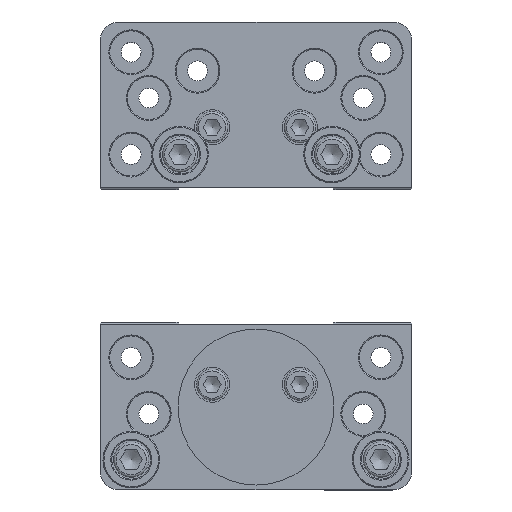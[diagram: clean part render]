
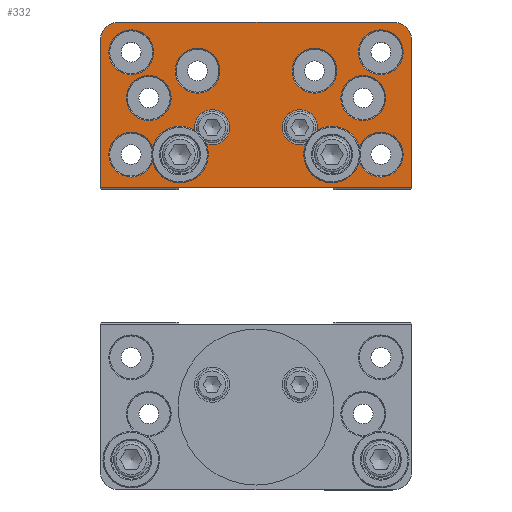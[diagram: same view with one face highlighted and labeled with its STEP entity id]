
A CAD part, top view. The second image highlights one B-rep face of the part: STEP entity #332.
In plain terms, the highlighted face is planar.
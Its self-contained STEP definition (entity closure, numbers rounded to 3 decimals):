
#123=CARTESIAN_POINT('',(31.5,28.,16.));
#124=VERTEX_POINT('',#123);
#125=CARTESIAN_POINT('',(20.,28.,16.));
#126=DIRECTION('',(0.0,1.0,0.0));
#127=DIRECTION('',(-1.0,0.0,0.0));
#128=AXIS2_PLACEMENT_3D('',#125,#126,#127);
#129=CIRCLE('',#128,11.5);
#130=EDGE_CURVE('',#124,#124,#129,.T.);
#135=CARTESIAN_POINT('',(-48.,28.,0.0));
#136=DIRECTION('',(0.0,1.0,0.0));
#137=DIRECTION('',(0.0,0.0,1.0));
#138=AXIS2_PLACEMENT_3D('',#135,#136,#137);
#139=PLANE('',#138);
#140=CARTESIAN_POINT('',(37.0,28.,0.0));
#141=VERTEX_POINT('',#140);
#142=CARTESIAN_POINT('',(37.0,28.,40.577));
#143=VERTEX_POINT('',#142);
#144=CARTESIAN_POINT('',(37.,28.,0.0));
#145=DIRECTION('',(0.0,0.0,1.0));
#146=VECTOR('',#145,40.577);
#147=LINE('',#144,#146);
#148=EDGE_CURVE('',#141,#143,#147,.T.);
#149=ORIENTED_EDGE('',*,*,#148,.F.);
#150=CARTESIAN_POINT('',(-38.,28.,0.0));
#151=VERTEX_POINT('',#150);
#152=CARTESIAN_POINT('',(-38.,28.,0.0));
#153=DIRECTION('',(1.0,0.0,0.0));
#154=VECTOR('',#153,75.0);
#155=LINE('',#152,#154);
#156=EDGE_CURVE('',#151,#141,#155,.T.);
#157=ORIENTED_EDGE('',*,*,#156,.F.);
#158=CARTESIAN_POINT('',(-48.,28.,10.0));
#159=VERTEX_POINT('',#158);
#160=CARTESIAN_POINT('',(-38.,28.,10.0));
#161=DIRECTION('',(0.0,-1.0,0.0));
#162=DIRECTION('',(-0.707,0.0,-0.707));
#163=AXIS2_PLACEMENT_3D('',#160,#161,#162);
#164=CIRCLE('',#163,10.);
#165=EDGE_CURVE('',#159,#151,#164,.T.);
#166=ORIENTED_EDGE('',*,*,#165,.F.);
#167=CARTESIAN_POINT('',(-48.,28.,150.0));
#168=VERTEX_POINT('',#167);
#169=CARTESIAN_POINT('',(-48.,28.,10.0));
#170=DIRECTION('',(0.0,0.0,1.0));
#171=VECTOR('',#170,140.0);
#172=LINE('',#169,#171);
#173=EDGE_CURVE('',#159,#168,#172,.T.);
#174=ORIENTED_EDGE('',*,*,#173,.T.);
#175=CARTESIAN_POINT('',(-38.,28.,160.0));
#176=VERTEX_POINT('',#175);
#177=CARTESIAN_POINT('',(-38.,28.,150.0));
#178=DIRECTION('',(0.0,-1.0,0.0));
#179=DIRECTION('',(-0.707,0.0,0.707));
#180=AXIS2_PLACEMENT_3D('',#177,#178,#179);
#181=CIRCLE('',#180,10.);
#182=EDGE_CURVE('',#176,#168,#181,.T.);
#183=ORIENTED_EDGE('',*,*,#182,.F.);
#184=CARTESIAN_POINT('',(37.0,28.,160.0));
#185=VERTEX_POINT('',#184);
#186=CARTESIAN_POINT('',(-38.,28.,160.0));
#187=DIRECTION('',(1.0,0.0,0.0));
#188=VECTOR('',#187,75.0);
#189=LINE('',#186,#188);
#190=EDGE_CURVE('',#176,#185,#189,.T.);
#191=ORIENTED_EDGE('',*,*,#190,.T.);
#192=CARTESIAN_POINT('',(37.0,28.,119.423));
#193=VERTEX_POINT('',#192);
#194=CARTESIAN_POINT('',(37.,28.,119.423));
#195=DIRECTION('',(0.0,0.0,1.0));
#196=VECTOR('',#195,40.577);
#197=LINE('',#194,#196);
#198=EDGE_CURVE('',#193,#185,#197,.T.);
#199=ORIENTED_EDGE('',*,*,#198,.F.);
#200=CARTESIAN_POINT('',(37.0,28.,40.577));
#201=DIRECTION('',(0.0,0.0,1.0));
#202=VECTOR('',#201,78.845);
#203=LINE('',#200,#202);
#204=EDGE_CURVE('',#143,#193,#203,.T.);
#205=ORIENTED_EDGE('',*,*,#204,.F.);
#206=EDGE_LOOP('',(#149,#157,#166,#174,#183,#191,#199,#205));
#207=FACE_OUTER_BOUND('',#206,.T.);
#208=CARTESIAN_POINT('',(31.5,28.,41.0));
#209=VERTEX_POINT('',#208);
#210=CARTESIAN_POINT('',(20.,28.,41.0));
#211=DIRECTION('',(0.0,1.0,0.0));
#212=DIRECTION('',(-1.0,0.0,0.0));
#213=AXIS2_PLACEMENT_3D('',#210,#211,#212);
#214=CIRCLE('',#213,11.5);
#215=EDGE_CURVE('',#209,#209,#214,.T.);
#216=ORIENTED_EDGE('',*,*,#215,.F.);
#217=EDGE_LOOP('',(#216));
#218=FACE_BOUND('',#217,.T.);
#219=CARTESIAN_POINT('',(-21.,28.,16.));
#220=VERTEX_POINT('',#219);
#221=CARTESIAN_POINT('',(-32.5,28.,16.));
#222=DIRECTION('',(0.0,1.0,0.0));
#223=DIRECTION('',(-1.0,0.0,0.0));
#224=AXIS2_PLACEMENT_3D('',#221,#222,#223);
#225=CIRCLE('',#224,11.5);
#226=EDGE_CURVE('',#220,#220,#225,.T.);
#227=ORIENTED_EDGE('',*,*,#226,.F.);
#228=EDGE_LOOP('',(#227));
#229=FACE_BOUND('',#228,.T.);
#230=CARTESIAN_POINT('',(-11.5,28.,110.0));
#231=VERTEX_POINT('',#230);
#232=CARTESIAN_POINT('',(-23.,28.,110.0));
#233=DIRECTION('',(0.0,1.0,0.0));
#234=DIRECTION('',(-1.0,0.0,0.0));
#235=AXIS2_PLACEMENT_3D('',#232,#233,#234);
#236=CIRCLE('',#235,11.5);
#237=EDGE_CURVE('',#231,#231,#236,.T.);
#238=ORIENTED_EDGE('',*,*,#237,.F.);
#239=EDGE_LOOP('',(#238));
#240=FACE_BOUND('',#239,.T.);
#241=CARTESIAN_POINT('',(31.5,28.,144.0));
#242=VERTEX_POINT('',#241);
#243=CARTESIAN_POINT('',(20.,28.,144.0));
#244=DIRECTION('',(0.0,1.0,0.0));
#245=DIRECTION('',(-1.0,0.0,0.0));
#246=AXIS2_PLACEMENT_3D('',#243,#244,#245);
#247=CIRCLE('',#246,11.5);
#248=EDGE_CURVE('',#242,#242,#247,.T.);
#249=ORIENTED_EDGE('',*,*,#248,.F.);
#250=EDGE_LOOP('',(#249));
#251=FACE_BOUND('',#250,.T.);
#252=CARTESIAN_POINT('',(-21.,28.,144.0));
#253=VERTEX_POINT('',#252);
#254=CARTESIAN_POINT('',(-32.5,28.,144.0));
#255=DIRECTION('',(0.0,1.0,0.0));
#256=DIRECTION('',(-1.0,0.0,0.0));
#257=AXIS2_PLACEMENT_3D('',#254,#255,#256);
#258=CIRCLE('',#257,11.5);
#259=EDGE_CURVE('',#253,#253,#258,.T.);
#260=ORIENTED_EDGE('',*,*,#259,.F.);
#261=EDGE_LOOP('',(#260));
#262=FACE_BOUND('',#261,.T.);
#263=CARTESIAN_POINT('',(15.,28.,102.5));
#264=VERTEX_POINT('',#263);
#265=CARTESIAN_POINT('',(6.,28.,102.5));
#266=DIRECTION('',(0.0,-1.0,0.0));
#267=DIRECTION('',(1.0,0.0,0.0));
#268=AXIS2_PLACEMENT_3D('',#265,#266,#267);
#269=CIRCLE('',#268,9.0);
#270=EDGE_CURVE('',#264,#264,#269,.T.);
#271=ORIENTED_EDGE('',*,*,#270,.T.);
#272=EDGE_LOOP('',(#271));
#273=FACE_BOUND('',#272,.T.);
#274=CARTESIAN_POINT('',(15.,28.,57.5));
#275=VERTEX_POINT('',#274);
#276=CARTESIAN_POINT('',(6.,28.,57.5));
#277=DIRECTION('',(0.0,-1.0,0.0));
#278=DIRECTION('',(1.0,0.0,0.0));
#279=AXIS2_PLACEMENT_3D('',#276,#277,#278);
#280=CIRCLE('',#279,9.0);
#281=EDGE_CURVE('',#275,#275,#280,.T.);
#282=ORIENTED_EDGE('',*,*,#281,.T.);
#283=EDGE_LOOP('',(#282));
#284=FACE_BOUND('',#283,.T.);
#285=CARTESIAN_POINT('',(2.5,28.,135.0));
#286=VERTEX_POINT('',#285);
#287=CARTESIAN_POINT('',(-9.,28.,135.0));
#288=DIRECTION('',(0.0,1.0,0.0));
#289=DIRECTION('',(-1.0,0.0,0.0));
#290=AXIS2_PLACEMENT_3D('',#287,#288,#289);
#291=CIRCLE('',#290,11.5);
#292=EDGE_CURVE('',#286,#286,#291,.T.);
#293=ORIENTED_EDGE('',*,*,#292,.F.);
#294=EDGE_LOOP('',(#293));
#295=FACE_BOUND('',#294,.T.);
#296=CARTESIAN_POINT('',(31.5,28.,119.0));
#297=VERTEX_POINT('',#296);
#298=CARTESIAN_POINT('',(20.,28.,119.0));
#299=DIRECTION('',(0.0,1.0,0.0));
#300=DIRECTION('',(-1.0,0.0,0.0));
#301=AXIS2_PLACEMENT_3D('',#298,#299,#300);
#302=CIRCLE('',#301,11.5);
#303=EDGE_CURVE('',#297,#297,#302,.T.);
#304=ORIENTED_EDGE('',*,*,#303,.F.);
#305=EDGE_LOOP('',(#304));
#306=FACE_BOUND('',#305,.T.);
#307=CARTESIAN_POINT('',(-11.5,28.,50.0));
#308=VERTEX_POINT('',#307);
#309=CARTESIAN_POINT('',(-23.,28.,50.0));
#310=DIRECTION('',(0.0,1.0,0.0));
#311=DIRECTION('',(-1.0,0.0,0.0));
#312=AXIS2_PLACEMENT_3D('',#309,#310,#311);
#313=CIRCLE('',#312,11.5);
#314=EDGE_CURVE('',#308,#308,#313,.T.);
#315=ORIENTED_EDGE('',*,*,#314,.F.);
#316=EDGE_LOOP('',(#315));
#317=FACE_BOUND('',#316,.T.);
#318=CARTESIAN_POINT('',(2.5,28.,25.0));
#319=VERTEX_POINT('',#318);
#320=CARTESIAN_POINT('',(-9.,28.,25.0));
#321=DIRECTION('',(0.0,1.0,0.0));
#322=DIRECTION('',(-1.0,0.0,0.0));
#323=AXIS2_PLACEMENT_3D('',#320,#321,#322);
#324=CIRCLE('',#323,11.5);
#325=EDGE_CURVE('',#319,#319,#324,.T.);
#326=ORIENTED_EDGE('',*,*,#325,.F.);
#327=EDGE_LOOP('',(#326));
#328=FACE_BOUND('',#327,.T.);
#329=ORIENTED_EDGE('',*,*,#130,.F.);
#330=EDGE_LOOP('',(#329));
#331=FACE_BOUND('',#330,.T.);
#332=ADVANCED_FACE('',(#207,#218,#229,#240,#251,#262,#273,#284,#295,#306,#317,#328,#331),#139,.T.);
